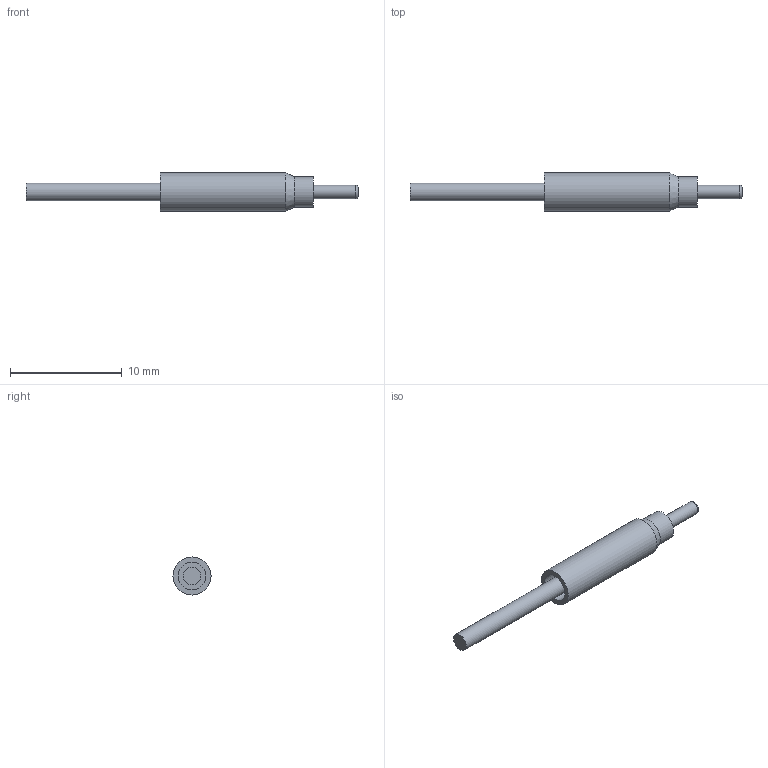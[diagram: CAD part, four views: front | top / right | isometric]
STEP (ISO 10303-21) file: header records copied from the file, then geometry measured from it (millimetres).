
FILE_DESCRIPTION(/* description */ (''),/* implementation_level */ '2;1');
FILE_NAME(/* name */ 'peripheral_fiber_ext.stp',/* time_stamp */ '2022-12-09T19:17:09+01:00',/* author */ ('Rik Ubaghs'),/* organization */ (''),/* preprocessor_version */ 'ST-DEVELOPER v18.1',/* originating_system */ 'Autodesk Inventor 2021',/* authorisation */ '');
FILE_SCHEMA (('AUTOMOTIVE_DESIGN { 1 0 10303 214 3 1 1 }'));
Length unit declared in the file: millimetre
Products named in the file (1): Peripherals_Fiber_ext
Bounding box: 29.7 x 3.4 x 3.4 mm (x, y, z)
Volume: 136.8 mm3; surface area: 276 mm2
Topology: 1 solids, 1 shells, 14 faces, 35 edges, 27 vertices
Faces by surface type: cylinder 6, plane 6, cone 1, torus 1
Full cylindrical faces by diameter (mm): 0.4 x1, 1.2 x1, 1.6 x1, 2.5 x1, 2.7 x1, 3.4 x1
Entity records: 536 total; most frequent: DIRECTION 93, CARTESIAN_POINT 77, ORIENTED_EDGE 70, AXIS2_PLACEMENT_3D 43, EDGE_CURVE 35, CIRCLE 28, VERTEX_POINT 27, EDGE_LOOP 18
